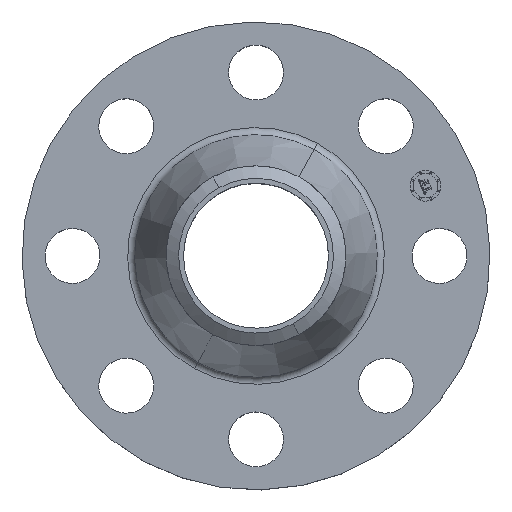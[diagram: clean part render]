
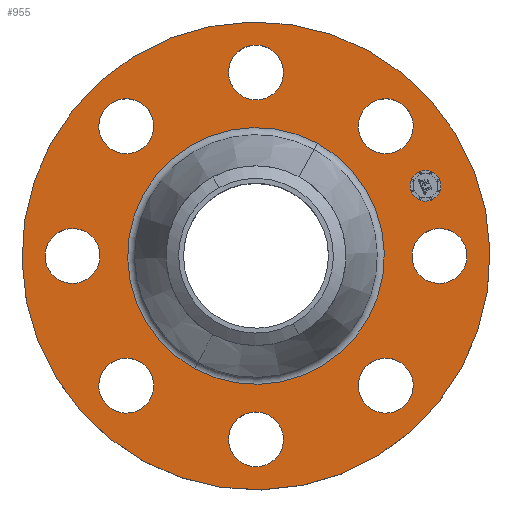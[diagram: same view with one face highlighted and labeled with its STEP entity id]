
A CAD part, top view. The second image highlights one B-rep face of the part: STEP entity #955.
In plain terms, the highlighted planar face has unit normal (0, 0, 1).
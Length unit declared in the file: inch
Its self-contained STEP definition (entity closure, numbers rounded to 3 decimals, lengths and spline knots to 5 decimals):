
#65=AXIS2_PLACEMENT_3D('Circle Axis2P3D',#63,#64,$) ;
#82=AXIS2_PLACEMENT_3D('Circle Axis2P3D',#80,#81,$) ;
#115=AXIS2_PLACEMENT_3D('Circle Axis2P3D',#113,#114,$) ;
#139=AXIS2_PLACEMENT_3D('Circle Axis2P3D',#137,#138,$) ;
#156=AXIS2_PLACEMENT_3D('Circle Axis2P3D',#154,#155,$) ;
#191=AXIS2_PLACEMENT_3D('Circle Axis2P3D',#189,#190,$) ;
#612=AXIS2_PLACEMENT_3D('Circle Axis2P3D',#610,#611,$) ;
#624=AXIS2_PLACEMENT_3D('Circle Axis2P3D',#622,#623,$) ;
#655=AXIS2_PLACEMENT_3D('Circle Axis2P3D',#653,#654,$) ;
#667=AXIS2_PLACEMENT_3D('Circle Axis2P3D',#665,#666,$) ;
#698=AXIS2_PLACEMENT_3D('Circle Axis2P3D',#696,#697,$) ;
#710=AXIS2_PLACEMENT_3D('Circle Axis2P3D',#708,#709,$) ;
#741=AXIS2_PLACEMENT_3D('Circle Axis2P3D',#739,#740,$) ;
#753=AXIS2_PLACEMENT_3D('Circle Axis2P3D',#751,#752,$) ;
#784=AXIS2_PLACEMENT_3D('Circle Axis2P3D',#782,#783,$) ;
#796=AXIS2_PLACEMENT_3D('Circle Axis2P3D',#794,#795,$) ;
#827=AXIS2_PLACEMENT_3D('Circle Axis2P3D',#825,#826,$) ;
#839=AXIS2_PLACEMENT_3D('Circle Axis2P3D',#837,#838,$) ;
#870=AXIS2_PLACEMENT_3D('Circle Axis2P3D',#868,#869,$) ;
#882=AXIS2_PLACEMENT_3D('Circle Axis2P3D',#880,#881,$) ;
#895=AXIS2_PLACEMENT_3D('Plane Axis2P3D',#892,#893,#894) ;
#939=AXIS2_PLACEMENT_3D('Circle Axis2P3D',#937,#938,$) ;
#948=AXIS2_PLACEMENT_3D('Circle Axis2P3D',#946,#947,$) ;
#46=CARTESIAN_POINT('Vertex',(2.55386,0.21095,0.94)) ;
#60=CARTESIAN_POINT('Vertex',(3.32614,-0.21095,0.94)) ;
#63=CARTESIAN_POINT('Axis2P3D Location',(2.94,0.,0.94)) ;
#80=CARTESIAN_POINT('Axis2P3D Location',(2.94,0.,0.94)) ;
#110=CARTESIAN_POINT('Vertex',(-1.79785,-3.29093,0.94)) ;
#113=CARTESIAN_POINT('Axis2P3D Location',(0.,0.,0.94)) ;
#117=CARTESIAN_POINT('Vertex',(1.79785,3.29093,0.94)) ;
#137=CARTESIAN_POINT('Axis2P3D Location',(0.,0.,0.94)) ;
#154=CARTESIAN_POINT('Axis2P3D Location',(0.,0.,0.94)) ;
#158=CARTESIAN_POINT('Vertex',(0.9861,1.80505,0.94)) ;
#160=CARTESIAN_POINT('Vertex',(-0.9861,-1.80505,0.94)) ;
#189=CARTESIAN_POINT('Axis2P3D Location',(0.,0.,0.94)) ;
#600=CARTESIAN_POINT('Vertex',(-1.95502,1.65669,0.94)) ;
#607=CARTESIAN_POINT('Vertex',(-2.20277,2.5011,0.94)) ;
#610=CARTESIAN_POINT('Axis2P3D Location',(-2.07889,2.07889,0.94)) ;
#622=CARTESIAN_POINT('Axis2P3D Location',(-2.07889,2.07889,0.94)) ;
#643=CARTESIAN_POINT('Vertex',(0.21095,-2.55386,0.94)) ;
#650=CARTESIAN_POINT('Vertex',(-0.21095,-3.32614,0.94)) ;
#653=CARTESIAN_POINT('Axis2P3D Location',(0.,-2.94,0.94)) ;
#665=CARTESIAN_POINT('Axis2P3D Location',(0.,-2.94,0.94)) ;
#686=CARTESIAN_POINT('Vertex',(-0.21095,2.55386,0.94)) ;
#693=CARTESIAN_POINT('Vertex',(0.21095,3.32614,0.94)) ;
#696=CARTESIAN_POINT('Axis2P3D Location',(0.,2.94,0.94)) ;
#708=CARTESIAN_POINT('Axis2P3D Location',(0.,2.94,0.94)) ;
#729=CARTESIAN_POINT('Vertex',(-1.65669,-1.95502,0.94)) ;
#736=CARTESIAN_POINT('Vertex',(-2.5011,-2.20277,0.94)) ;
#739=CARTESIAN_POINT('Axis2P3D Location',(-2.07889,-2.07889,0.94)) ;
#751=CARTESIAN_POINT('Axis2P3D Location',(-2.07889,-2.07889,0.94)) ;
#772=CARTESIAN_POINT('Vertex',(1.65669,1.95502,0.94)) ;
#779=CARTESIAN_POINT('Vertex',(2.5011,2.20277,0.94)) ;
#782=CARTESIAN_POINT('Axis2P3D Location',(2.07889,2.07889,0.94)) ;
#794=CARTESIAN_POINT('Axis2P3D Location',(2.07889,2.07889,0.94)) ;
#815=CARTESIAN_POINT('Vertex',(-2.55386,-0.21095,0.94)) ;
#822=CARTESIAN_POINT('Vertex',(-3.32614,0.21095,0.94)) ;
#825=CARTESIAN_POINT('Axis2P3D Location',(-2.94,0.,0.94)) ;
#837=CARTESIAN_POINT('Axis2P3D Location',(-2.94,0.,0.94)) ;
#858=CARTESIAN_POINT('Vertex',(1.95502,-1.65669,0.94)) ;
#865=CARTESIAN_POINT('Vertex',(2.20277,-2.5011,0.94)) ;
#868=CARTESIAN_POINT('Axis2P3D Location',(2.07889,-2.07889,0.94)) ;
#880=CARTESIAN_POINT('Axis2P3D Location',(2.07889,-2.07889,0.94)) ;
#892=CARTESIAN_POINT('Axis2P3D Location',(0.,3.75,0.94)) ;
#937=CARTESIAN_POINT('Axis2P3D Location',(2.71621,1.12509,0.94)) ;
#941=CARTESIAN_POINT('Vertex',(2.62149,1.35375,0.94)) ;
#943=CARTESIAN_POINT('Vertex',(2.81092,0.89643,0.94)) ;
#946=CARTESIAN_POINT('Axis2P3D Location',(2.71621,1.12509,0.94)) ;
#64=DIRECTION('Axis2P3D Direction',(0.,-0.,-0.039)) ;
#81=DIRECTION('Axis2P3D Direction',(0.,-0.,-0.039)) ;
#114=DIRECTION('Axis2P3D Direction',(0.,0.,-0.039)) ;
#138=DIRECTION('Axis2P3D Direction',(0.,0.,-0.039)) ;
#155=DIRECTION('Axis2P3D Direction',(0.,0.,-0.039)) ;
#190=DIRECTION('Axis2P3D Direction',(0.,0.,-0.039)) ;
#611=DIRECTION('Axis2P3D Direction',(0.,0.,-0.039)) ;
#623=DIRECTION('Axis2P3D Direction',(0.,0.,-0.039)) ;
#654=DIRECTION('Axis2P3D Direction',(0.,-0.,-0.039)) ;
#666=DIRECTION('Axis2P3D Direction',(0.,-0.,-0.039)) ;
#697=DIRECTION('Axis2P3D Direction',(0.,0.,-0.039)) ;
#709=DIRECTION('Axis2P3D Direction',(0.,0.,-0.039)) ;
#740=DIRECTION('Axis2P3D Direction',(-0.,0.,-0.039)) ;
#752=DIRECTION('Axis2P3D Direction',(-0.,0.,-0.039)) ;
#783=DIRECTION('Axis2P3D Direction',(0.,0.,-0.039)) ;
#795=DIRECTION('Axis2P3D Direction',(0.,0.,-0.039)) ;
#826=DIRECTION('Axis2P3D Direction',(-0.,0.,-0.039)) ;
#838=DIRECTION('Axis2P3D Direction',(-0.,0.,-0.039)) ;
#869=DIRECTION('Axis2P3D Direction',(0.,-0.,-0.039)) ;
#881=DIRECTION('Axis2P3D Direction',(0.,-0.,-0.039)) ;
#893=DIRECTION('Axis2P3D Direction',(0.,0.,-0.039)) ;
#894=DIRECTION('Axis2P3D XDirection',(0.039,0.,0.)) ;
#938=DIRECTION('Axis2P3D Direction',(0.,0.,-0.039)) ;
#947=DIRECTION('Axis2P3D Direction',(0.,0.,-0.039)) ;
#898=ORIENTED_EDGE('',*,*,#141,.F.) ;
#899=ORIENTED_EDGE('',*,*,#119,.F.) ;
#902=ORIENTED_EDGE('',*,*,#67,.T.) ;
#903=ORIENTED_EDGE('',*,*,#84,.T.) ;
#906=ORIENTED_EDGE('',*,*,#193,.T.) ;
#907=ORIENTED_EDGE('',*,*,#162,.T.) ;
#910=ORIENTED_EDGE('',*,*,#884,.T.) ;
#911=ORIENTED_EDGE('',*,*,#872,.T.) ;
#914=ORIENTED_EDGE('',*,*,#669,.T.) ;
#915=ORIENTED_EDGE('',*,*,#657,.T.) ;
#918=ORIENTED_EDGE('',*,*,#755,.T.) ;
#919=ORIENTED_EDGE('',*,*,#743,.T.) ;
#922=ORIENTED_EDGE('',*,*,#841,.T.) ;
#923=ORIENTED_EDGE('',*,*,#829,.T.) ;
#926=ORIENTED_EDGE('',*,*,#626,.T.) ;
#927=ORIENTED_EDGE('',*,*,#614,.T.) ;
#930=ORIENTED_EDGE('',*,*,#712,.T.) ;
#931=ORIENTED_EDGE('',*,*,#700,.T.) ;
#934=ORIENTED_EDGE('',*,*,#798,.T.) ;
#935=ORIENTED_EDGE('',*,*,#786,.T.) ;
#952=ORIENTED_EDGE('',*,*,#945,.T.) ;
#953=ORIENTED_EDGE('',*,*,#950,.T.) ;
#904=FACE_BOUND('',#901,.T.) ;
#908=FACE_BOUND('',#905,.T.) ;
#912=FACE_BOUND('',#909,.T.) ;
#916=FACE_BOUND('',#913,.T.) ;
#920=FACE_BOUND('',#917,.T.) ;
#924=FACE_BOUND('',#921,.T.) ;
#928=FACE_BOUND('',#925,.T.) ;
#932=FACE_BOUND('',#929,.T.) ;
#936=FACE_BOUND('',#933,.T.) ;
#954=FACE_BOUND('',#951,.T.) ;
#955=ADVANCED_FACE('PartBody',(#900,#904,#908,#912,#916,#920,#924,#928,#932,#936,#954),#896,.F.) ;
#66=CIRCLE('generated circle',#65,0.44) ;
#83=CIRCLE('generated circle',#82,0.44) ;
#116=CIRCLE('generated circle',#115,3.75) ;
#140=CIRCLE('generated circle',#139,3.75) ;
#157=CIRCLE('generated circle',#156,2.05684) ;
#192=CIRCLE('generated circle',#191,2.05684) ;
#613=CIRCLE('generated circle',#612,0.44) ;
#625=CIRCLE('generated circle',#624,0.44) ;
#656=CIRCLE('generated circle',#655,0.44) ;
#668=CIRCLE('generated circle',#667,0.44) ;
#699=CIRCLE('generated circle',#698,0.44) ;
#711=CIRCLE('generated circle',#710,0.44) ;
#742=CIRCLE('generated circle',#741,0.44) ;
#754=CIRCLE('generated circle',#753,0.44) ;
#785=CIRCLE('generated circle',#784,0.44) ;
#797=CIRCLE('generated circle',#796,0.44) ;
#828=CIRCLE('generated circle',#827,0.44) ;
#840=CIRCLE('generated circle',#839,0.44) ;
#871=CIRCLE('generated circle',#870,0.44) ;
#883=CIRCLE('generated circle',#882,0.44) ;
#940=CIRCLE('generated circle',#939,0.2475) ;
#949=CIRCLE('generated circle',#948,0.2475) ;
#67=EDGE_CURVE('',#47,#61,#66,.T.) ;
#84=EDGE_CURVE('',#61,#47,#83,.T.) ;
#119=EDGE_CURVE('',#111,#118,#116,.T.) ;
#141=EDGE_CURVE('',#118,#111,#140,.T.) ;
#162=EDGE_CURVE('',#159,#161,#157,.T.) ;
#193=EDGE_CURVE('',#161,#159,#192,.T.) ;
#614=EDGE_CURVE('',#601,#608,#613,.T.) ;
#626=EDGE_CURVE('',#608,#601,#625,.T.) ;
#657=EDGE_CURVE('',#644,#651,#656,.T.) ;
#669=EDGE_CURVE('',#651,#644,#668,.T.) ;
#700=EDGE_CURVE('',#687,#694,#699,.T.) ;
#712=EDGE_CURVE('',#694,#687,#711,.T.) ;
#743=EDGE_CURVE('',#730,#737,#742,.T.) ;
#755=EDGE_CURVE('',#737,#730,#754,.T.) ;
#786=EDGE_CURVE('',#773,#780,#785,.T.) ;
#798=EDGE_CURVE('',#780,#773,#797,.T.) ;
#829=EDGE_CURVE('',#816,#823,#828,.T.) ;
#841=EDGE_CURVE('',#823,#816,#840,.T.) ;
#872=EDGE_CURVE('',#859,#866,#871,.T.) ;
#884=EDGE_CURVE('',#866,#859,#883,.T.) ;
#945=EDGE_CURVE('',#942,#944,#940,.T.) ;
#950=EDGE_CURVE('',#944,#942,#949,.T.) ;
#897=EDGE_LOOP('',(#898,#899)) ;
#901=EDGE_LOOP('',(#902,#903)) ;
#905=EDGE_LOOP('',(#906,#907)) ;
#909=EDGE_LOOP('',(#910,#911)) ;
#913=EDGE_LOOP('',(#914,#915)) ;
#917=EDGE_LOOP('',(#918,#919)) ;
#921=EDGE_LOOP('',(#922,#923)) ;
#925=EDGE_LOOP('',(#926,#927)) ;
#929=EDGE_LOOP('',(#930,#931)) ;
#933=EDGE_LOOP('',(#934,#935)) ;
#951=EDGE_LOOP('',(#952,#953)) ;
#900=FACE_OUTER_BOUND('',#897,.T.) ;
#896=PLANE('',#895) ;
#47=VERTEX_POINT('',#46) ;
#61=VERTEX_POINT('',#60) ;
#111=VERTEX_POINT('',#110) ;
#118=VERTEX_POINT('',#117) ;
#159=VERTEX_POINT('',#158) ;
#161=VERTEX_POINT('',#160) ;
#601=VERTEX_POINT('',#600) ;
#608=VERTEX_POINT('',#607) ;
#644=VERTEX_POINT('',#643) ;
#651=VERTEX_POINT('',#650) ;
#687=VERTEX_POINT('',#686) ;
#694=VERTEX_POINT('',#693) ;
#730=VERTEX_POINT('',#729) ;
#737=VERTEX_POINT('',#736) ;
#773=VERTEX_POINT('',#772) ;
#780=VERTEX_POINT('',#779) ;
#816=VERTEX_POINT('',#815) ;
#823=VERTEX_POINT('',#822) ;
#859=VERTEX_POINT('',#858) ;
#866=VERTEX_POINT('',#865) ;
#942=VERTEX_POINT('',#941) ;
#944=VERTEX_POINT('',#943) ;
